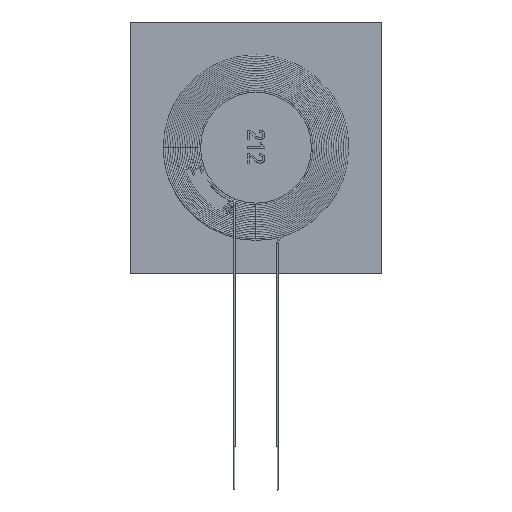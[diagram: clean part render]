
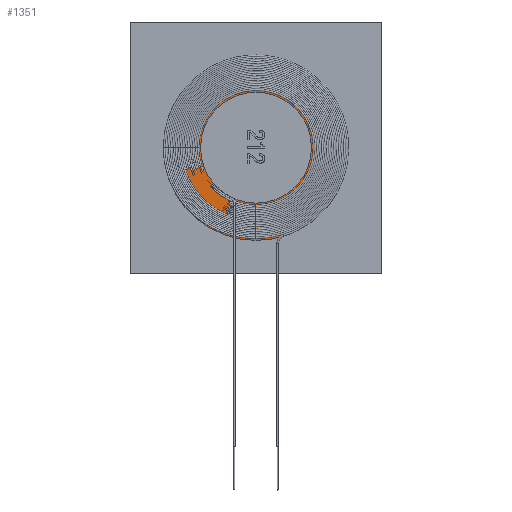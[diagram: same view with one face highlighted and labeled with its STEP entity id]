
A CAD part, top view. The second image highlights one B-rep face of the part: STEP entity #1351.
In plain terms, the highlighted planar face has unit normal (0, 0, 1).
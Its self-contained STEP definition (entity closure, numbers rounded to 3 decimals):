
#268=PLANE('',#1877);
#320=ORIENTED_EDGE('',*,*,#636,.T.);
#321=ORIENTED_EDGE('',*,*,#638,.F.);
#636=EDGE_CURVE('',#797,#797,#944,.T.);
#638=EDGE_CURVE('',#799,#799,#946,.T.);
#797=VERTEX_POINT('',#2335);
#799=VERTEX_POINT('',#2340);
#944=CIRCLE('',#1871,10.7);
#946=CIRCLE('',#1874,6.4);
#1005=EDGE_LOOP('',(#320));
#1006=EDGE_LOOP('',(#321));
#1166=FACE_BOUND('',#1005,.T.);
#1167=FACE_BOUND('',#1006,.T.);
#1351=ADVANCED_FACE('',(#1166,#1167),#268,.T.);
#1871=AXIS2_PLACEMENT_3D('',#2334,#2005,#2006);
#1874=AXIS2_PLACEMENT_3D('',#2339,#2011,#2012);
#1877=AXIS2_PLACEMENT_3D('',#2344,#2017,#2018);
#2005=DIRECTION('',(0.,0.,1.));
#2006=DIRECTION('',(1.,0.,0.));
#2011=DIRECTION('',(0.,0.,1.));
#2012=DIRECTION('',(1.,0.,0.));
#2017=DIRECTION('',(0.,0.,1.));
#2018=DIRECTION('',(1.,0.,0.));
#2334=CARTESIAN_POINT('',(0.,0.,0.048));
#2335=CARTESIAN_POINT('',(10.7,0.,0.048));
#2339=CARTESIAN_POINT('',(0.,0.,0.048));
#2340=CARTESIAN_POINT('',(6.4,0.,0.048));
#2344=CARTESIAN_POINT('',(0.,0.,0.048));
